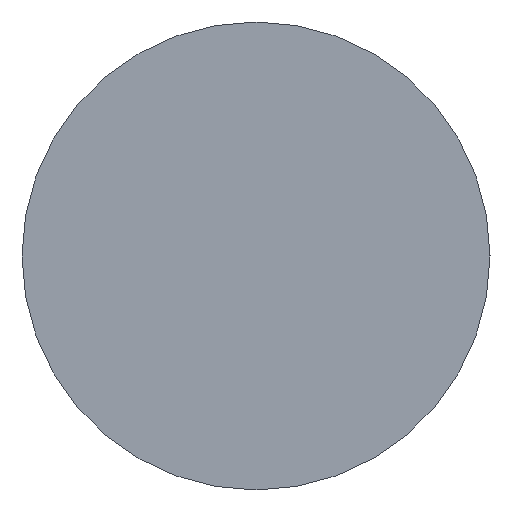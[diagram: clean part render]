
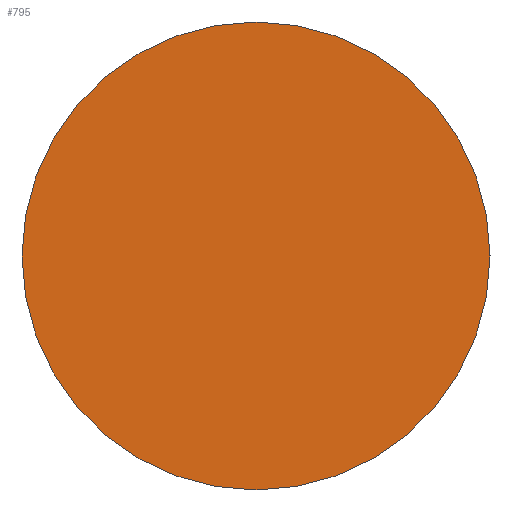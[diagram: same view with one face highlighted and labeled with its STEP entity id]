
A CAD part, left-side view. The second image highlights one B-rep face of the part: STEP entity #795.
In plain terms, the highlighted planar face has unit normal (-1, 0, 0).
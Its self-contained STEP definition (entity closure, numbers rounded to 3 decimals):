
#678 = CYLINDRICAL_SURFACE('',#679,0.85);
#679 = AXIS2_PLACEMENT_3D('',#680,#681,#682);
#680 = CARTESIAN_POINT('',(-1.525,0.,0.845));
#681 = DIRECTION('',(1.,0.,0.));
#682 = DIRECTION('',(0.,0.,-1.));
#720 = VERTEX_POINT('',#721);
#721 = CARTESIAN_POINT('',(-1.875,0.,
    -0.005));
#742 = EDGE_CURVE('',#720,#720,#743,.T.);
#743 = SURFACE_CURVE('',#744,(#749,#778),.PCURVE_S1.);
#744 = CIRCLE('',#745,0.85);
#745 = AXIS2_PLACEMENT_3D('',#746,#747,#748);
#746 = CARTESIAN_POINT('',(-1.875,0.,0.845));
#747 = DIRECTION('',(-1.,0.,0.));
#748 = DIRECTION('',(0.,0.,-1.));
#749 = PCURVE('',#678,#750);
#750 = DEFINITIONAL_REPRESENTATION('',(#751),#777);
#751 = B_SPLINE_CURVE_WITH_KNOTS('',3,(#752,#753,#754,#755,#756,#757,
    #758,#759,#760,#761,#762,#763,#764,#765,#766,#767,#768,#769,#770,
    #771,#772,#773,#774,#775,#776),.UNSPECIFIED.,.F.,.F.,(4,1,1,1,1,1,1,
    1,1,1,1,1,1,1,1,1,1,1,1,1,1,1,4),(0.,0.286,
    0.571,0.857,1.142,1.428,
    1.714,1.999,2.285,2.57,
    2.856,3.142,3.427,3.713,
    3.998,4.284,4.57,4.855,
    5.141,5.426,5.712,5.998,
    6.283),.UNSPECIFIED.);
#752 = CARTESIAN_POINT('',(6.283,-0.35));
#753 = CARTESIAN_POINT('',(6.188,-0.35));
#754 = CARTESIAN_POINT('',(5.998,-0.35));
#755 = CARTESIAN_POINT('',(5.712,-0.35));
#756 = CARTESIAN_POINT('',(5.426,-0.35));
#757 = CARTESIAN_POINT('',(5.141,-0.35));
#758 = CARTESIAN_POINT('',(4.855,-0.35));
#759 = CARTESIAN_POINT('',(4.57,-0.35));
#760 = CARTESIAN_POINT('',(4.284,-0.35));
#761 = CARTESIAN_POINT('',(3.998,-0.35));
#762 = CARTESIAN_POINT('',(3.713,-0.35));
#763 = CARTESIAN_POINT('',(3.427,-0.35));
#764 = CARTESIAN_POINT('',(3.142,-0.35));
#765 = CARTESIAN_POINT('',(2.856,-0.35));
#766 = CARTESIAN_POINT('',(2.57,-0.35));
#767 = CARTESIAN_POINT('',(2.285,-0.35));
#768 = CARTESIAN_POINT('',(1.999,-0.35));
#769 = CARTESIAN_POINT('',(1.714,-0.35));
#770 = CARTESIAN_POINT('',(1.428,-0.35));
#771 = CARTESIAN_POINT('',(1.142,-0.35));
#772 = CARTESIAN_POINT('',(0.857,-0.35));
#773 = CARTESIAN_POINT('',(0.571,-0.35));
#774 = CARTESIAN_POINT('',(0.286,-0.35));
#775 = CARTESIAN_POINT('',(0.095,-0.35));
#776 = CARTESIAN_POINT('',(0.,-0.35));
#777 = ( GEOMETRIC_REPRESENTATION_CONTEXT(2) 
PARAMETRIC_REPRESENTATION_CONTEXT() REPRESENTATION_CONTEXT('2D SPACE',''
  ) );
#778 = PCURVE('',#779,#784);
#779 = PLANE('',#780);
#780 = AXIS2_PLACEMENT_3D('',#781,#782,#783);
#781 = CARTESIAN_POINT('',(-1.875,0.,
    -0.005));
#782 = DIRECTION('',(1.,0.,0.));
#783 = DIRECTION('',(0.,0.,-1.));
#784 = DEFINITIONAL_REPRESENTATION('',(#785),#793);
#785 = ( BOUNDED_CURVE() B_SPLINE_CURVE(2,(#786,#787,#788,#789,#790,#791
,#792),.UNSPECIFIED.,.F.,.F.) B_SPLINE_CURVE_WITH_KNOTS((1,2,2,2,2,1),(
    -2.094,0.,2.094,4.189,6.283,
8.378),.UNSPECIFIED.) CURVE() GEOMETRIC_REPRESENTATION_ITEM() 
RATIONAL_B_SPLINE_CURVE((1.,0.5,1.,0.5,1.,0.5,1.)) REPRESENTATION_ITEM(
  '') );
#786 = CARTESIAN_POINT('',(0.,0.));
#787 = CARTESIAN_POINT('',(0.,-1.472));
#788 = CARTESIAN_POINT('',(-1.275,-0.736));
#789 = CARTESIAN_POINT('',(-2.55,0.));
#790 = CARTESIAN_POINT('',(-1.275,0.736));
#791 = CARTESIAN_POINT('',(0.,1.472));
#792 = CARTESIAN_POINT('',(0.,0.));
#793 = ( GEOMETRIC_REPRESENTATION_CONTEXT(2) 
PARAMETRIC_REPRESENTATION_CONTEXT() REPRESENTATION_CONTEXT('2D SPACE',''
  ) );
#795 = ADVANCED_FACE('',(#796),#779,.F.);
#796 = FACE_BOUND('',#797,.T.);
#797 = EDGE_LOOP('',(#798));
#798 = ORIENTED_EDGE('',*,*,#742,.T.);
